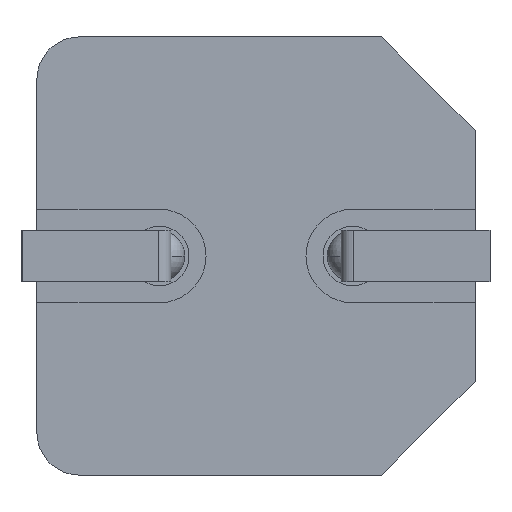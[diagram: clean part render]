
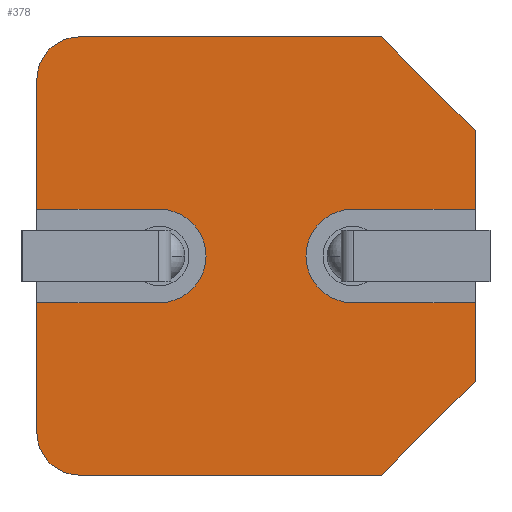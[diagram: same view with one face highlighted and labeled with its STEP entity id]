
A CAD part, front view. The second image highlights one B-rep face of the part: STEP entity #378.
In plain terms, the highlighted planar face has unit normal (0, -1, 0).
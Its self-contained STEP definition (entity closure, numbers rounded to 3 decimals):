
#1 = PLANE ( 'NONE',  #1303 ) ;
#22 = CARTESIAN_POINT ( 'NONE',  ( -2.275, 0., -1.1 ) ) ;
#30 = DIRECTION ( 'NONE',  ( 0., 0., -1. ) ) ;
#44 = VERTEX_POINT ( 'NONE', #1505 ) ;
#55 = EDGE_CURVE ( 'NONE', #1649, #275, #454, .T. ) ;
#104 = VECTOR ( 'NONE', #1531, 1000. ) ;
#112 = VECTOR ( 'NONE', #1793, 1000. ) ;
#137 = EDGE_CURVE ( 'NONE', #1922, #275, #1613, .T. ) ;
#145 = VERTEX_POINT ( 'NONE', #2400 ) ;
#153 = CARTESIAN_POINT ( 'NONE',  ( -4.15, 0., 4.15 ) ) ;
#180 = ORIENTED_EDGE ( 'NONE', *, *, #137, .F. ) ;
#183 = CARTESIAN_POINT ( 'NONE',  ( 0., 0., 0. ) ) ;
#191 = CARTESIAN_POINT ( 'NONE',  ( 5.15, 0., 1.1 ) ) ;
#192 = CARTESIAN_POINT ( 'NONE',  ( -5.15, 0., 1.1 ) ) ;
#193 = EDGE_CURVE ( 'NONE', #1766, #1380, #2119, .T. ) ;
#211 = CARTESIAN_POINT ( 'NONE',  ( 2.275, 0., 0. ) ) ;
#215 = DIRECTION ( 'NONE',  ( 1., 0., 0. ) ) ;
#236 = LINE ( 'NONE', #1715, #839 ) ;
#242 = VERTEX_POINT ( 'NONE', #192 ) ;
#275 = VERTEX_POINT ( 'NONE', #2260 ) ;
#293 = VERTEX_POINT ( 'NONE', #22 ) ;
#332 = EDGE_CURVE ( 'NONE', #1043, #1646, #236, .T. ) ;
#372 = DIRECTION ( 'NONE',  ( 0., 0., -1. ) ) ;
#378 = ADVANCED_FACE ( 'NONE', ( #637 ), #1, .T. ) ;
#391 = CARTESIAN_POINT ( 'NONE',  ( 5.15, 0., 1.1 ) ) ;
#394 = VECTOR ( 'NONE', #1612, 1000. ) ;
#396 = CARTESIAN_POINT ( 'NONE',  ( 5.15, 0., -1.1 ) ) ;
#400 = EDGE_LOOP ( 'NONE', ( #1564, #2233, #180, #1765, #1189, #954, #1713, #1925, #467, #2147, #1565, #1965, #1591, #2125, #898, #517 ) ) ;
#418 = LINE ( 'NONE', #1669, #567 ) ;
#435 = LINE ( 'NONE', #1226, #2151 ) ;
#451 = LINE ( 'NONE', #2276, #1581 ) ;
#454 = CIRCLE ( 'NONE', #477, 1. ) ;
#467 = ORIENTED_EDGE ( 'NONE', *, *, #649, .F. ) ;
#477 = AXIS2_PLACEMENT_3D ( 'NONE', #584, #2250, #30 ) ;
#490 = DIRECTION ( 'NONE',  ( 1., 0., 0. ) ) ;
#496 = DIRECTION ( 'NONE',  ( 0., 0., 1. ) ) ;
#514 = LINE ( 'NONE', #1696, #104 ) ;
#517 = ORIENTED_EDGE ( 'NONE', *, *, #1594, .F. ) ;
#522 = VERTEX_POINT ( 'NONE', #1831 ) ;
#527 = DIRECTION ( 'NONE',  ( -0.707, 0., 0.707 ) ) ;
#567 = VECTOR ( 'NONE', #2071, 1000. ) ;
#579 = LINE ( 'NONE', #659, #1160 ) ;
#584 = CARTESIAN_POINT ( 'NONE',  ( -4.15, 0., -4.15 ) ) ;
#617 = CARTESIAN_POINT ( 'NONE',  ( -2.275, 0., 1.1 ) ) ;
#637 = FACE_OUTER_BOUND ( 'NONE', #400, .T. ) ;
#649 = EDGE_CURVE ( 'NONE', #44, #1380, #2051, .T. ) ;
#659 = CARTESIAN_POINT ( 'NONE',  ( 4.05, 0., 4.05 ) ) ;
#681 = CARTESIAN_POINT ( 'NONE',  ( -5.15, 0., 5.15 ) ) ;
#704 = EDGE_CURVE ( 'NONE', #1036, #242, #451, .T. ) ;
#718 = DIRECTION ( 'NONE',  ( 0., 0., -1. ) ) ;
#777 = CARTESIAN_POINT ( 'NONE',  ( 5.15, 0., 5.15 ) ) ;
#798 = DIRECTION ( 'NONE',  ( 0., 0., -1. ) ) ;
#818 = CARTESIAN_POINT ( 'NONE',  ( -5.15, 0., 4.15 ) ) ;
#839 = VECTOR ( 'NONE', #2227, 1000. ) ;
#859 = CARTESIAN_POINT ( 'NONE',  ( -5.15, 0., -1.1 ) ) ;
#863 = CARTESIAN_POINT ( 'NONE',  ( 2.275, 0., 1.1 ) ) ;
#890 = LINE ( 'NONE', #681, #394 ) ;
#896 = VECTOR ( 'NONE', #490, 1000. ) ;
#898 = ORIENTED_EDGE ( 'NONE', *, *, #2235, .F. ) ;
#903 = DIRECTION ( 'NONE',  ( -1., 0., 0. ) ) ;
#922 = LINE ( 'NONE', #859, #896 ) ;
#941 = DIRECTION ( 'NONE',  ( -1., 0., 0. ) ) ;
#948 = VECTOR ( 'NONE', #903, 1000. ) ;
#954 = ORIENTED_EDGE ( 'NONE', *, *, #2418, .T. ) ;
#963 = VERTEX_POINT ( 'NONE', #1528 ) ;
#981 = DIRECTION ( 'NONE',  ( 0., 0., -1. ) ) ;
#1036 = VERTEX_POINT ( 'NONE', #617 ) ;
#1043 = VERTEX_POINT ( 'NONE', #396 ) ;
#1076 = DIRECTION ( 'NONE',  ( 0., -1., 0. ) ) ;
#1092 = EDGE_CURVE ( 'NONE', #145, #1766, #1701, .T. ) ;
#1111 = EDGE_CURVE ( 'NONE', #1922, #1646, #418, .T. ) ;
#1116 = AXIS2_PLACEMENT_3D ( 'NONE', #153, #2397, #1641 ) ;
#1156 = CARTESIAN_POINT ( 'NONE',  ( -5.15, 0., 5.15 ) ) ;
#1160 = VECTOR ( 'NONE', #527, 1000. ) ;
#1183 = EDGE_CURVE ( 'NONE', #1742, #2166, #1551, .T. ) ;
#1189 = ORIENTED_EDGE ( 'NONE', *, *, #332, .F. ) ;
#1190 = CIRCLE ( 'NONE', #1989, 1.1 ) ;
#1215 = CARTESIAN_POINT ( 'NONE',  ( 2.95, 0., -5.15 ) ) ;
#1226 = CARTESIAN_POINT ( 'NONE',  ( -5.15, 0., 5.15 ) ) ;
#1267 = CARTESIAN_POINT ( 'NONE',  ( -5.15, 0., -4.15 ) ) ;
#1303 = AXIS2_PLACEMENT_3D ( 'NONE', #183, #2302, #981 ) ;
#1375 = VECTOR ( 'NONE', #372, 1000. ) ;
#1380 = VERTEX_POINT ( 'NONE', #191 ) ;
#1440 = LINE ( 'NONE', #1156, #112 ) ;
#1505 = CARTESIAN_POINT ( 'NONE',  ( 5.15, 0., 2.95 ) ) ;
#1528 = CARTESIAN_POINT ( 'NONE',  ( 2.95, 0., 5.15 ) ) ;
#1531 = DIRECTION ( 'NONE',  ( -1., 0., 0. ) ) ;
#1551 = CIRCLE ( 'NONE', #1116, 1. ) ;
#1557 = AXIS2_PLACEMENT_3D ( 'NONE', #211, #1907, #798 ) ;
#1564 = ORIENTED_EDGE ( 'NONE', *, *, #1709, .F. ) ;
#1565 = ORIENTED_EDGE ( 'NONE', *, *, #2288, .F. ) ;
#1581 = VECTOR ( 'NONE', #941, 1000. ) ;
#1591 = ORIENTED_EDGE ( 'NONE', *, *, #2070, .F. ) ;
#1594 = EDGE_CURVE ( 'NONE', #522, #293, #922, .T. ) ;
#1612 = DIRECTION ( 'NONE',  ( 1., 0., 0. ) ) ;
#1613 = LINE ( 'NONE', #1749, #948 ) ;
#1615 = CARTESIAN_POINT ( 'NONE',  ( 5.15, 0., -2.95 ) ) ;
#1641 = DIRECTION ( 'NONE',  ( 0., 0., -1. ) ) ;
#1646 = VERTEX_POINT ( 'NONE', #1615 ) ;
#1649 = VERTEX_POINT ( 'NONE', #1267 ) ;
#1669 = CARTESIAN_POINT ( 'NONE',  ( 4.05, 0., -4.05 ) ) ;
#1696 = CARTESIAN_POINT ( 'NONE',  ( 5.15, 0., -1.1 ) ) ;
#1701 = CIRCLE ( 'NONE', #1557, 1.1 ) ;
#1709 = EDGE_CURVE ( 'NONE', #1649, #522, #435, .T. ) ;
#1713 = ORIENTED_EDGE ( 'NONE', *, *, #1092, .T. ) ;
#1715 = CARTESIAN_POINT ( 'NONE',  ( 5.15, 0., 5.15 ) ) ;
#1742 = VERTEX_POINT ( 'NONE', #2323 ) ;
#1749 = CARTESIAN_POINT ( 'NONE',  ( -5.15, 0., -5.15 ) ) ;
#1765 = ORIENTED_EDGE ( 'NONE', *, *, #1111, .T. ) ;
#1766 = VERTEX_POINT ( 'NONE', #863 ) ;
#1793 = DIRECTION ( 'NONE',  ( 0., 0., 1. ) ) ;
#1831 = CARTESIAN_POINT ( 'NONE',  ( -5.15, 0., -1.1 ) ) ;
#1907 = DIRECTION ( 'NONE',  ( 0., 1., 0. ) ) ;
#1922 = VERTEX_POINT ( 'NONE', #1215 ) ;
#1925 = ORIENTED_EDGE ( 'NONE', *, *, #193, .T. ) ;
#1965 = ORIENTED_EDGE ( 'NONE', *, *, #1183, .T. ) ;
#1989 = AXIS2_PLACEMENT_3D ( 'NONE', #2190, #1076, #718 ) ;
#2051 = LINE ( 'NONE', #777, #1375 ) ;
#2070 = EDGE_CURVE ( 'NONE', #242, #2166, #1440, .T. ) ;
#2071 = DIRECTION ( 'NONE',  ( 0.707, 0., 0.707 ) ) ;
#2119 = LINE ( 'NONE', #391, #2259 ) ;
#2125 = ORIENTED_EDGE ( 'NONE', *, *, #704, .F. ) ;
#2147 = ORIENTED_EDGE ( 'NONE', *, *, #2388, .T. ) ;
#2151 = VECTOR ( 'NONE', #496, 1000. ) ;
#2166 = VERTEX_POINT ( 'NONE', #818 ) ;
#2190 = CARTESIAN_POINT ( 'NONE',  ( -2.275, 0., 0. ) ) ;
#2227 = DIRECTION ( 'NONE',  ( 0., 0., -1. ) ) ;
#2233 = ORIENTED_EDGE ( 'NONE', *, *, #55, .T. ) ;
#2235 = EDGE_CURVE ( 'NONE', #293, #1036, #1190, .T. ) ;
#2250 = DIRECTION ( 'NONE',  ( 0., -1., 0. ) ) ;
#2259 = VECTOR ( 'NONE', #215, 1000. ) ;
#2260 = CARTESIAN_POINT ( 'NONE',  ( -4.15, 0., -5.15 ) ) ;
#2276 = CARTESIAN_POINT ( 'NONE',  ( -5.15, 0., 1.1 ) ) ;
#2288 = EDGE_CURVE ( 'NONE', #1742, #963, #890, .T. ) ;
#2302 = DIRECTION ( 'NONE',  ( 0., -1., 0. ) ) ;
#2323 = CARTESIAN_POINT ( 'NONE',  ( -4.15, 0., 5.15 ) ) ;
#2388 = EDGE_CURVE ( 'NONE', #44, #963, #579, .T. ) ;
#2397 = DIRECTION ( 'NONE',  ( 0., -1., 0. ) ) ;
#2400 = CARTESIAN_POINT ( 'NONE',  ( 2.275, 0., -1.1 ) ) ;
#2418 = EDGE_CURVE ( 'NONE', #1043, #145, #514, .T. ) ;
